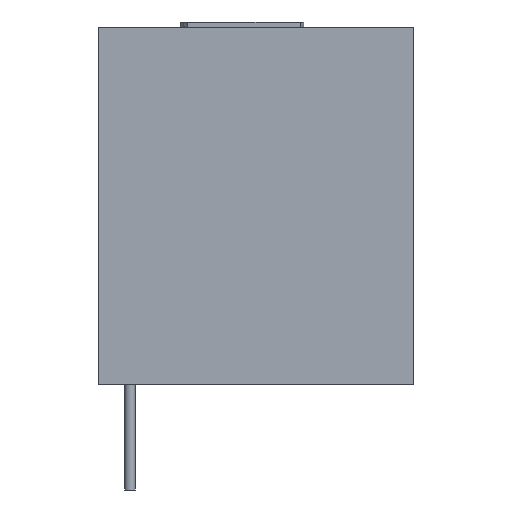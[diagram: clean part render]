
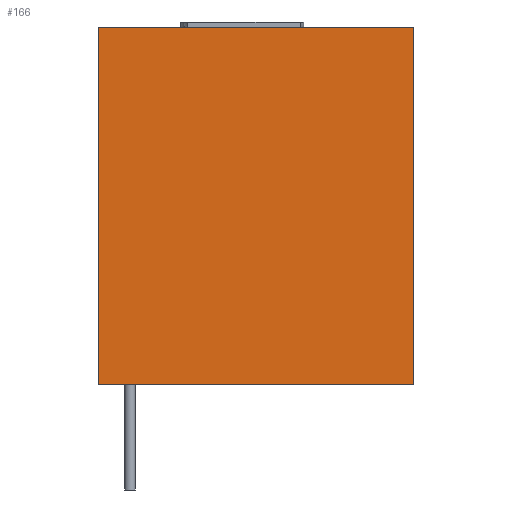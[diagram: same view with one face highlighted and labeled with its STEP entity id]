
A CAD part, left-side view. The second image highlights one B-rep face of the part: STEP entity #166.
In plain terms, the highlighted planar face has unit normal (-1, 0, 0).
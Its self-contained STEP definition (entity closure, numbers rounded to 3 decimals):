
#55 = VERTEX_POINT('',#56);
#56 = CARTESIAN_POINT('',(-3.45,1.5,0.));
#73 = VERTEX_POINT('',#74);
#74 = CARTESIAN_POINT('',(-3.45,-13.5,0.));
#80 = EDGE_CURVE('',#73,#55,#81,.T.);
#81 = LINE('',#82,#83);
#82 = CARTESIAN_POINT('',(-3.45,-13.5,0.));
#83 = VECTOR('',#84,1.);
#84 = DIRECTION('',(0.,1.,0.));
#139 = EDGE_CURVE('',#55,#140,#142,.T.);
#140 = VERTEX_POINT('',#141);
#141 = CARTESIAN_POINT('',(-3.45,1.5,17.));
#142 = LINE('',#143,#144);
#143 = CARTESIAN_POINT('',(-3.45,1.5,0.));
#144 = VECTOR('',#145,1.);
#145 = DIRECTION('',(0.,0.,1.));
#166 = ADVANCED_FACE('',(#167),#185,.T.);
#167 = FACE_BOUND('',#168,.T.);
#168 = EDGE_LOOP('',(#169,#177,#183,#184));
#169 = ORIENTED_EDGE('',*,*,#170,.T.);
#170 = EDGE_CURVE('',#73,#171,#173,.T.);
#171 = VERTEX_POINT('',#172);
#172 = CARTESIAN_POINT('',(-3.45,-13.5,17.));
#173 = LINE('',#174,#175);
#174 = CARTESIAN_POINT('',(-3.45,-13.5,0.));
#175 = VECTOR('',#176,1.);
#176 = DIRECTION('',(0.,0.,1.));
#177 = ORIENTED_EDGE('',*,*,#178,.T.);
#178 = EDGE_CURVE('',#171,#140,#179,.T.);
#179 = LINE('',#180,#181);
#180 = CARTESIAN_POINT('',(-3.45,-13.5,17.));
#181 = VECTOR('',#182,1.);
#182 = DIRECTION('',(0.,1.,0.));
#183 = ORIENTED_EDGE('',*,*,#139,.F.);
#184 = ORIENTED_EDGE('',*,*,#80,.F.);
#185 = PLANE('',#186);
#186 = AXIS2_PLACEMENT_3D('',#187,#188,#189);
#187 = CARTESIAN_POINT('',(-3.45,-13.5,0.));
#188 = DIRECTION('',(-1.,0.,0.));
#189 = DIRECTION('',(0.,1.,0.));
